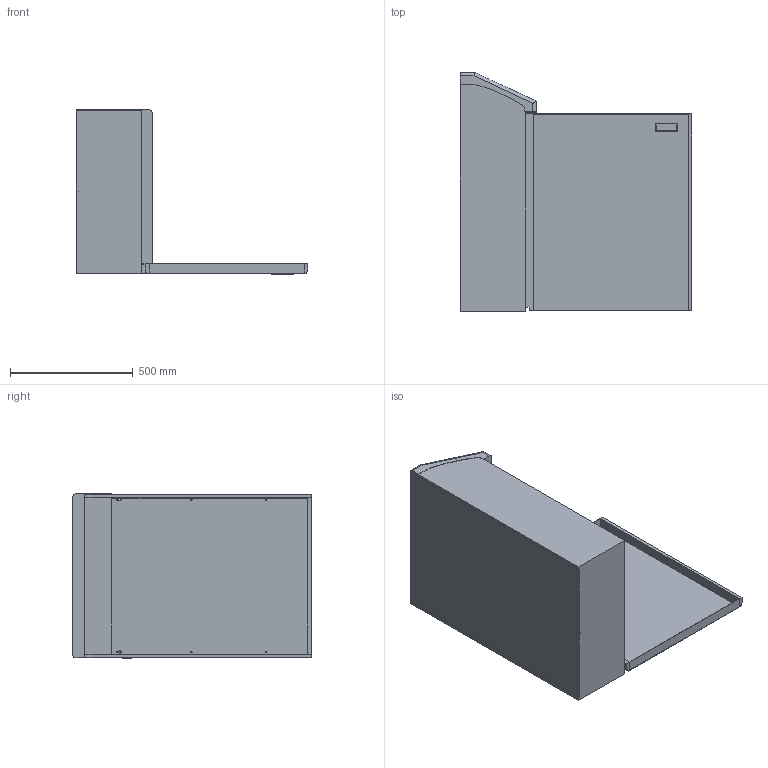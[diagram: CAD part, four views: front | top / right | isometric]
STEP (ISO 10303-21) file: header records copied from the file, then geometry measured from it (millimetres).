
FILE_DESCRIPTION (( 'STEP AP203' ), '1' );
FILE_NAME ('315_door_open.STEP', '2020-08-25T14:11:03', ( '' ), ( '' ), 'SwSTEP 2.0', 'SolidWorks 2017', '' );
FILE_SCHEMA (( 'CONFIG_CONTROL_DESIGN' ));
Length unit declared in the file: inch
Products named in the file (1): 315_door_open
Bounding box: 944.56 x 974.24 x 669.93 mm (x, y, z)
Volume: 34183477.2 mm3; surface area: 4274851.1 mm2
Topology: 1 solids, 1 shells, 94 faces, 255 edges, 168 vertices
Faces by surface type: plane 60, cylinder 34
Entity records: 3054 total; most frequent: CARTESIAN_POINT 530, ORIENTED_EDGE 510, DIRECTION 501, EDGE_CURVE 255, VECTOR 191, LINE 191, VERTEX_POINT 168, AXIS2_PLACEMENT_3D 155
